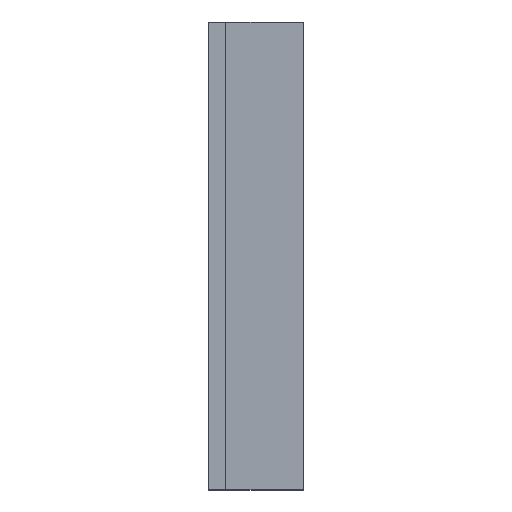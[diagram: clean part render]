
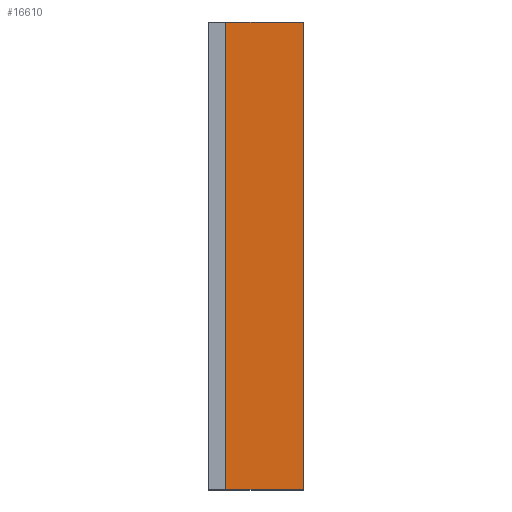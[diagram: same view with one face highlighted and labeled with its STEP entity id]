
A CAD part, top view. The second image highlights one B-rep face of the part: STEP entity #16610.
In plain terms, the highlighted planar face has unit normal (0, 0, 1).
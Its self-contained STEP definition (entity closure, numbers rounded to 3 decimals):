
#632=PLANE('',#17143);
#1512=FACE_OUTER_BOUND('',#2486,.T.);
#2486=EDGE_LOOP('',(#15211,#15212,#15213,#15214));
#3574=LINE('',#32214,#4914);
#3831=LINE('',#32983,#5171);
#3832=LINE('',#32986,#5172);
#3833=LINE('',#32987,#5173);
#4914=VECTOR('',#18741,10.);
#5171=VECTOR('',#19514,10.);
#5172=VECTOR('',#19517,10.);
#5173=VECTOR('',#19518,10.);
#7562=VERTEX_POINT('',#32211);
#7563=VERTEX_POINT('',#32213);
#7817=VERTEX_POINT('',#32981);
#7818=VERTEX_POINT('',#32985);
#9902=EDGE_CURVE('',#7562,#7563,#3574,.T.);
#10287=EDGE_CURVE('',#7817,#7563,#3831,.T.);
#10288=EDGE_CURVE('',#7818,#7817,#3832,.T.);
#10289=EDGE_CURVE('',#7818,#7562,#3833,.T.);
#15211=ORIENTED_EDGE('',*,*,#10288,.T.);
#15212=ORIENTED_EDGE('',*,*,#10287,.T.);
#15213=ORIENTED_EDGE('',*,*,#9902,.F.);
#15214=ORIENTED_EDGE('',*,*,#10289,.F.);
#16610=ADVANCED_FACE('',(#1512),#632,.T.);
#17143=AXIS2_PLACEMENT_3D('',#32984,#19515,#19516);
#18741=DIRECTION('',(0.,-1.,0.));
#19514=DIRECTION('',(1.,0.,0.));
#19515=DIRECTION('center_axis',(0.,0.,
1.));
#19516=DIRECTION('ref_axis',(0.,-1.,0.));
#19517=DIRECTION('',(0.,-1.,0.));
#19518=DIRECTION('',(1.,0.,0.));
#32211=CARTESIAN_POINT('',(26.,118.156,10.));
#32213=CARTESIAN_POINT('',(26.,10.,10.));
#32214=CARTESIAN_POINT('',(26.,118.156,10.));
#32981=CARTESIAN_POINT('',(8.,10.,10.));
#32983=CARTESIAN_POINT('',(8.,10.,10.));
#32984=CARTESIAN_POINT('Origin',(8.,118.156,10.));
#32985=CARTESIAN_POINT('',(8.,118.156,10.));
#32986=CARTESIAN_POINT('',(8.,118.156,10.));
#32987=CARTESIAN_POINT('',(8.,118.156,10.));
